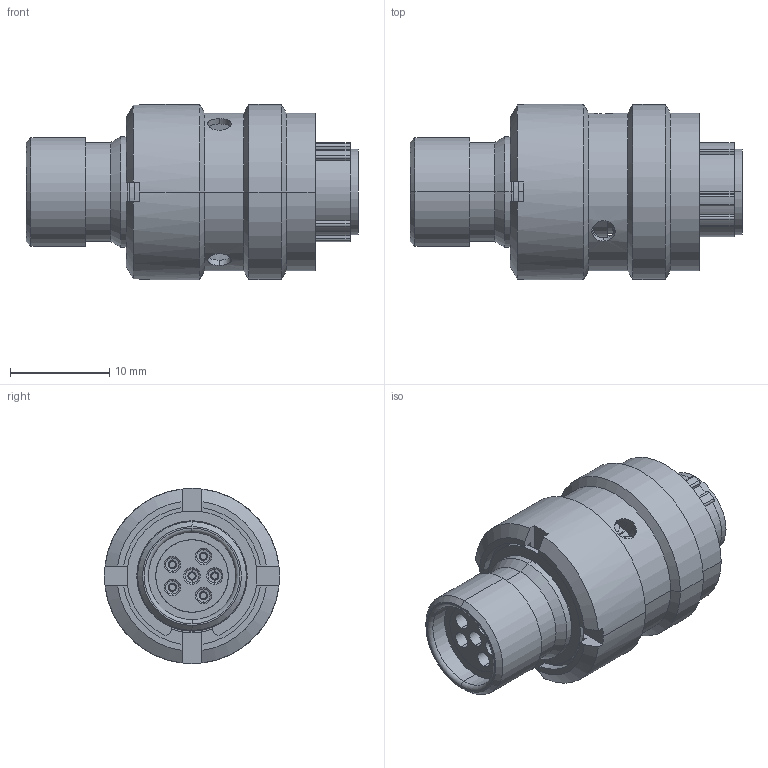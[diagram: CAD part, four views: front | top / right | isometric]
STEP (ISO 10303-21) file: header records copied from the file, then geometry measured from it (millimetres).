
FILE_DESCRIPTION (( 'STEP AP214' ), '1' );
FILE_NAME ('AS608-35SD.STEP', '2019-10-02T13:53:09', ( 'TE Connectivity' ), ( 'TE Connectivity' ), 'SwSTEP 2.0', 'SolidWorks 2016', '' );
FILE_SCHEMA (( 'AUTOMOTIVE_DESIGN' ));
Length unit declared in the file: millimetre
Products named in the file (1): AS608-35SD
Bounding box: 33.37 x 17.6 x 17.6 mm (x, y, z)
Volume: 3825.3 mm3; surface area: 6614.2 mm2
Topology: 8 solids, 8 shells, 584 faces, 1580 edges, 1024 vertices
Faces by surface type: plane 249, cylinder 207, torus 62, cone 50, bspline 12, sphere 4
Entity records: 29029 total; most frequent: CARTESIAN_POINT 8956, ORIENTED_EDGE 3136, DIRECTION 2456, EDGE_CURVE 1568, VERTEX_POINT 1016, AXIS2_PLACEMENT_3D 986, EDGE_LOOP 634, UNCERTAINTY_MEASURE_WITH_UNIT 592
